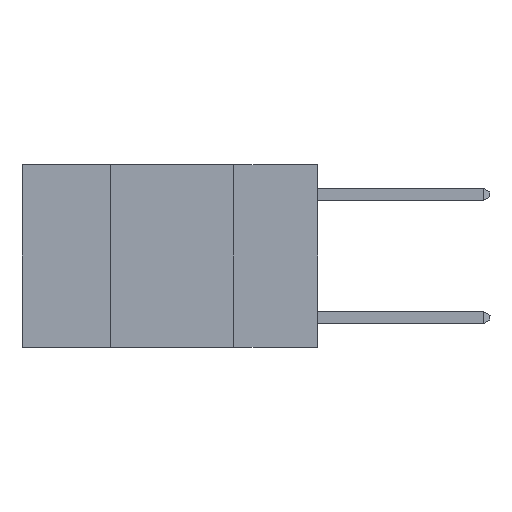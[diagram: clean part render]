
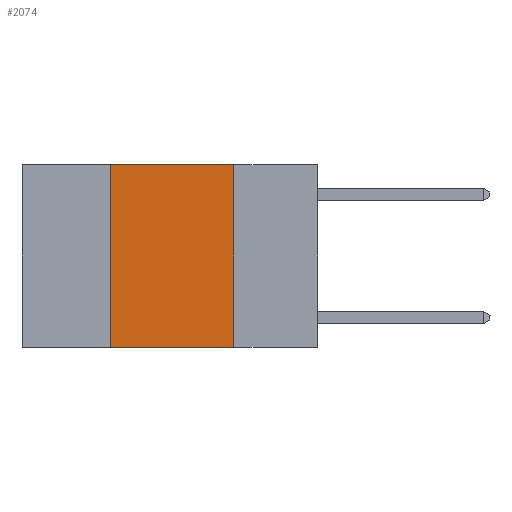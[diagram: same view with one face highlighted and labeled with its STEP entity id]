
A CAD part, left-side view. The second image highlights one B-rep face of the part: STEP entity #2074.
In plain terms, the highlighted planar face has unit normal (-1, 0, 0).
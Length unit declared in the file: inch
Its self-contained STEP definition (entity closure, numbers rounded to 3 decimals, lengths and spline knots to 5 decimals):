
#228 = VERTEX_POINT ( 'NONE', #2324 ) ;
#317 = LINE ( 'NONE', #9482, #9530 ) ;
#1294 = CARTESIAN_POINT ( 'NONE',  ( 0., 0.17, 0. ) ) ;
#1568 = AXIS2_PLACEMENT_3D ( 'NONE', #7022, #6944, #6866 ) ;
#1681 = LINE ( 'NONE', #9128, #8196 ) ;
#1972 = VERTEX_POINT ( 'NONE', #9095 ) ;
#2074 = ADVANCED_FACE ( 'NONE', ( #5825 ), #7032, .F. ) ;
#2324 = CARTESIAN_POINT ( 'NONE',  ( 0., 0.42, -0.37 ) ) ;
#3236 = DIRECTION ( 'NONE',  ( 0., 0., -1. ) ) ;
#3416 = EDGE_CURVE ( 'NONE', #1972, #5423, #1681, .T. ) ;
#3721 = VECTOR ( 'NONE', #8384, 39.37008 ) ;
#3876 = EDGE_CURVE ( 'NONE', #228, #1972, #10797, .T. ) ;
#4057 = ORIENTED_EDGE ( 'NONE', *, *, #7446, .F. ) ;
#4164 = LINE ( 'NONE', #6333, #8630 ) ;
#4369 = ORIENTED_EDGE ( 'NONE', *, *, #3416, .F. ) ;
#4444 = ORIENTED_EDGE ( 'NONE', *, *, #3876, .F. ) ;
#4491 = ORIENTED_EDGE ( 'NONE', *, *, #10399, .T. ) ;
#5423 = VERTEX_POINT ( 'NONE', #1294 ) ;
#5825 = FACE_OUTER_BOUND ( 'NONE', #11343, .T. ) ;
#6333 = CARTESIAN_POINT ( 'NONE',  ( 0., 0.6, -0.37 ) ) ;
#6866 = DIRECTION ( 'NONE',  ( 0., 0., -1. ) ) ;
#6944 = DIRECTION ( 'NONE',  ( 1., 0., 0. ) ) ;
#7022 = CARTESIAN_POINT ( 'NONE',  ( 0., 0.6, 0. ) ) ;
#7032 = PLANE ( 'NONE',  #1568 ) ;
#7230 = DIRECTION ( 'NONE',  ( 0., -1., 0. ) ) ;
#7446 = EDGE_CURVE ( 'NONE', #5423, #10219, #317, .T. ) ;
#8196 = VECTOR ( 'NONE', #8382, 39.37008 ) ;
#8382 = DIRECTION ( 'NONE',  ( 0., -1., 0. ) ) ;
#8384 = DIRECTION ( 'NONE',  ( 0., 0., 1. ) ) ;
#8505 = CARTESIAN_POINT ( 'NONE',  ( 0., 0.42, 0. ) ) ;
#8630 = VECTOR ( 'NONE', #7230, 39.37008 ) ;
#9047 = CARTESIAN_POINT ( 'NONE',  ( 0., 0.17, -0.37 ) ) ;
#9095 = CARTESIAN_POINT ( 'NONE',  ( 0., 0.42, 0. ) ) ;
#9128 = CARTESIAN_POINT ( 'NONE',  ( 0., 0.6, 0. ) ) ;
#9482 = CARTESIAN_POINT ( 'NONE',  ( 0., 0.17, 0. ) ) ;
#9530 = VECTOR ( 'NONE', #3236, 39.37008 ) ;
#10219 = VERTEX_POINT ( 'NONE', #9047 ) ;
#10399 = EDGE_CURVE ( 'NONE', #228, #10219, #4164, .T. ) ;
#10797 = LINE ( 'NONE', #8505, #3721 ) ;
#11343 = EDGE_LOOP ( 'NONE', ( #4057, #4369, #4444, #4491 ) ) ;
